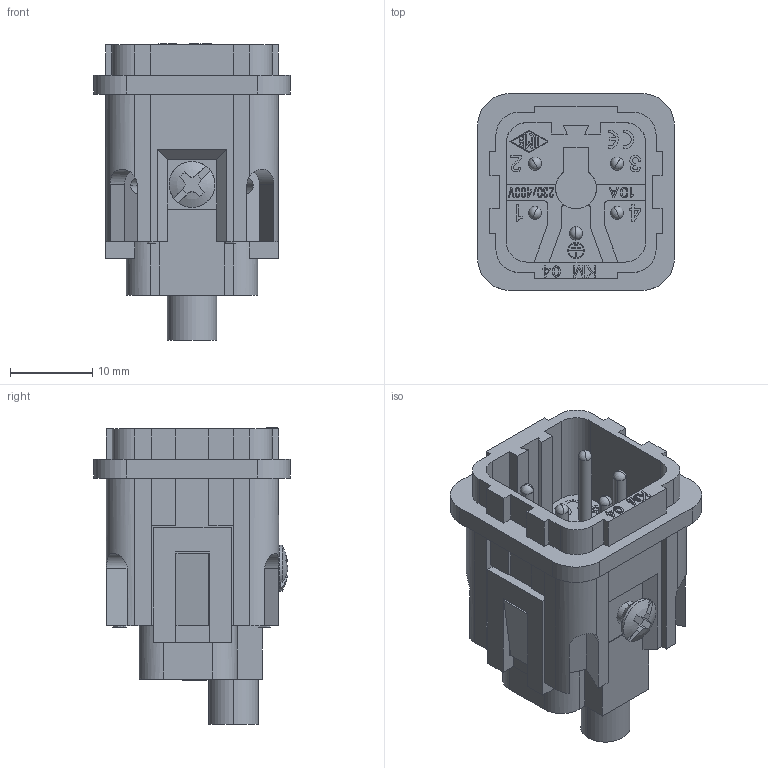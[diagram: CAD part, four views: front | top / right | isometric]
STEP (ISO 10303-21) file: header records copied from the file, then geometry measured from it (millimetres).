
FILE_DESCRIPTION(('Creo Elements/Direct Modeling STEP Export'),'2;1');
FILE_NAME('0lndrr03le7dhlg1280','2014-10-28T14:54:13',(''),(''),'Creo Elements/Direct Modeling STEP processor for AP214 (Solid Model)','Creo Elements/Direct Modeling 18.1F 24-Jul-2014 (C) Parametric Technology GmbH','');
FILE_SCHEMA(('AUTOMOTIVE_DESIGN { 1 0 10303 214 1 1 1 1 }'));
Length unit declared in the file: millimetre
Products named in the file (2): JKM_04
Assembly tree (1 placements, depth 2):
  JKM_04
    JKM_04
Bounding box: 24 x 24 x 36.15 mm (x, y, z)
Volume: 7005.2 mm3; surface area: 6635.7 mm2
Topology: 1 solids, 11 shells, 1351 faces, 3786 edges, 2509 vertices
Faces by surface type: plane 1187, cylinder 126, torus 24, sphere 12, cone 2
Entity records: 53293 total; most frequent: CARTESIAN_POINT 8921, ORIENTED_EDGE 7552, DIRECTION 6347, EDGE_CURVE 3776, VECTOR 3339, LINE 3339, VERTEX_POINT 2509, AXIS2_PLACEMENT_3D 1504
